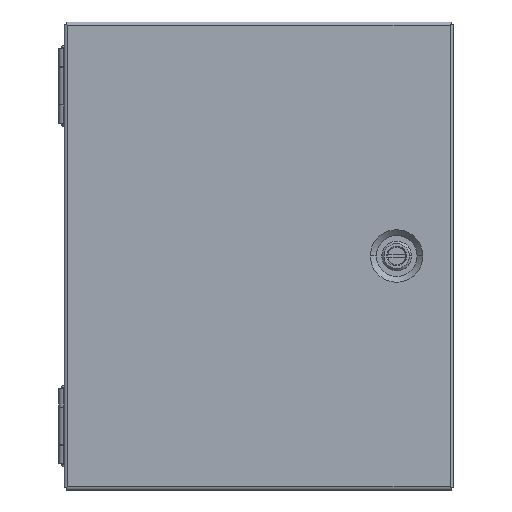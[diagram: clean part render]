
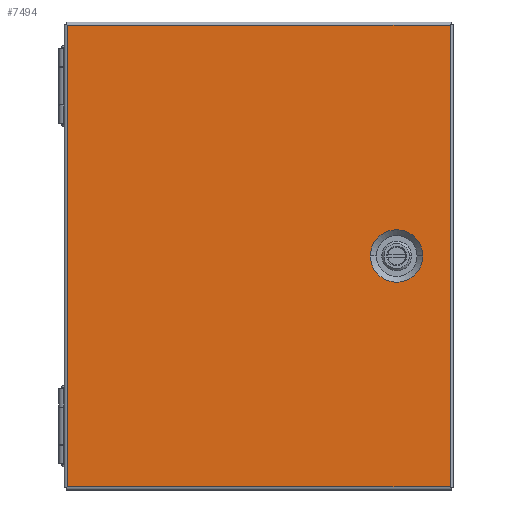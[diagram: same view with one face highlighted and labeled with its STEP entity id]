
A CAD part, top view. The second image highlights one B-rep face of the part: STEP entity #7494.
In plain terms, the highlighted planar face has unit normal (0, 0, 1).
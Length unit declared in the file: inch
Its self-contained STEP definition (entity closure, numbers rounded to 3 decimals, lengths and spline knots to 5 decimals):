
#542 = DIRECTION ( 'NONE',  ( 0., 0., 1. ) ) ;
#666 = VERTEX_POINT ( 'NONE', #22248 ) ;
#1076 = DIRECTION ( 'NONE',  ( 1., 0., 0. ) ) ;
#1620 = LINE ( 'NONE', #8572, #5083 ) ;
#2083 = EDGE_CURVE ( 'NONE', #8782, #10440, #14739, .T. ) ;
#2374 = DIRECTION ( 'NONE',  ( 1., 0., 0. ) ) ;
#2503 = ORIENTED_EDGE ( 'NONE', *, *, #3315, .T. ) ;
#2676 = CARTESIAN_POINT ( 'NONE',  ( 5.0425, -6.1035, 6.118 ) ) ;
#2749 = AXIS2_PLACEMENT_3D ( 'NONE', #2858, #542, #2374 ) ;
#2818 = EDGE_CURVE ( 'NONE', #666, #8782, #19008, .T. ) ;
#2858 = CARTESIAN_POINT ( 'NONE',  ( 5.0425, -6.1035, 6.118 ) ) ;
#3026 = CARTESIAN_POINT ( 'NONE',  ( 3.6285, 0.0005, 6.118 ) ) ;
#3066 = ORIENTED_EDGE ( 'NONE', *, *, #2083, .T. ) ;
#3315 = EDGE_CURVE ( 'NONE', #10701, #15776, #11133, .T. ) ;
#3582 = ORIENTED_EDGE ( 'NONE', *, *, #8183, .T. ) ;
#4178 = VECTOR ( 'NONE', #9371, 39.37008 ) ;
#4592 = AXIS2_PLACEMENT_3D ( 'NONE', #7479, #7583, #5655 ) ;
#4931 = ORIENTED_EDGE ( 'NONE', *, *, #2818, .T. ) ;
#4944 = EDGE_LOOP ( 'NONE', ( #8759, #2503 ) ) ;
#5083 = VECTOR ( 'NONE', #15867, 39.37008 ) ;
#5564 = EDGE_CURVE ( 'NONE', #15776, #10701, #19228, .T. ) ;
#5655 = DIRECTION ( 'NONE',  ( 1., 0., 0. ) ) ;
#7055 = CARTESIAN_POINT ( 'NONE',  ( 5.0425, 6.1045, 6.118 ) ) ;
#7479 = CARTESIAN_POINT ( 'NONE',  ( 3.6285, 0.0005, 6.118 ) ) ;
#7494 = ADVANCED_FACE ( 'NONE', ( #7983, #21978 ), #14936, .T. ) ;
#7583 = DIRECTION ( 'NONE',  ( 0., 0., -1. ) ) ;
#7983 = FACE_BOUND ( 'NONE', #4944, .T. ) ;
#8147 = DIRECTION ( 'NONE',  ( 0., 0., -1. ) ) ;
#8183 = EDGE_CURVE ( 'NONE', #10440, #20139, #18271, .T. ) ;
#8572 = CARTESIAN_POINT ( 'NONE',  ( 5.0425, -6.1035, 6.118 ) ) ;
#8759 = ORIENTED_EDGE ( 'NONE', *, *, #5564, .T. ) ;
#8782 = VERTEX_POINT ( 'NONE', #9067 ) ;
#9067 = CARTESIAN_POINT ( 'NONE',  ( -5.0855, 6.1045, 6.118 ) ) ;
#9371 = DIRECTION ( 'NONE',  ( 0., -1., 0. ) ) ;
#10440 = VERTEX_POINT ( 'NONE', #20823 ) ;
#10693 = EDGE_CURVE ( 'NONE', #20139, #666, #1620, .T. ) ;
#10701 = VERTEX_POINT ( 'NONE', #17340 ) ;
#11133 = CIRCLE ( 'NONE', #4592, 0.69489 ) ;
#11944 = AXIS2_PLACEMENT_3D ( 'NONE', #3026, #8147, #1076 ) ;
#12464 = ORIENTED_EDGE ( 'NONE', *, *, #10693, .T. ) ;
#14739 = LINE ( 'NONE', #14963, #4178 ) ;
#14936 = PLANE ( 'NONE',  #2749 ) ;
#14963 = CARTESIAN_POINT ( 'NONE',  ( -5.0855, -6.1035, 6.118 ) ) ;
#15467 = VECTOR ( 'NONE', #15822, 39.37008 ) ;
#15776 = VERTEX_POINT ( 'NONE', #19727 ) ;
#15822 = DIRECTION ( 'NONE',  ( -1., 0., 0. ) ) ;
#15867 = DIRECTION ( 'NONE',  ( 0., 1., 0. ) ) ;
#15877 = VECTOR ( 'NONE', #20538, 39.37008 ) ;
#17340 = CARTESIAN_POINT ( 'NONE',  ( 2.93361, 0.0005, 6.118 ) ) ;
#17825 = EDGE_LOOP ( 'NONE', ( #4931, #3066, #3582, #12464 ) ) ;
#18271 = LINE ( 'NONE', #2676, #15877 ) ;
#19008 = LINE ( 'NONE', #7055, #15467 ) ;
#19228 = CIRCLE ( 'NONE', #11944, 0.69489 ) ;
#19727 = CARTESIAN_POINT ( 'NONE',  ( 4.32339, 0.0005, 6.118 ) ) ;
#20139 = VERTEX_POINT ( 'NONE', #20973 ) ;
#20538 = DIRECTION ( 'NONE',  ( 1., 0., 0. ) ) ;
#20823 = CARTESIAN_POINT ( 'NONE',  ( -5.0855, -6.1035, 6.118 ) ) ;
#20973 = CARTESIAN_POINT ( 'NONE',  ( 5.0425, -6.1035, 6.118 ) ) ;
#21978 = FACE_OUTER_BOUND ( 'NONE', #17825, .T. ) ;
#22248 = CARTESIAN_POINT ( 'NONE',  ( 5.0425, 6.1045, 6.118 ) ) ;
